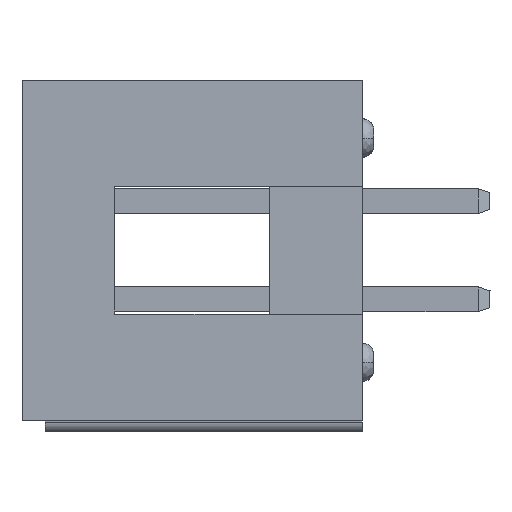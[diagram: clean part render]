
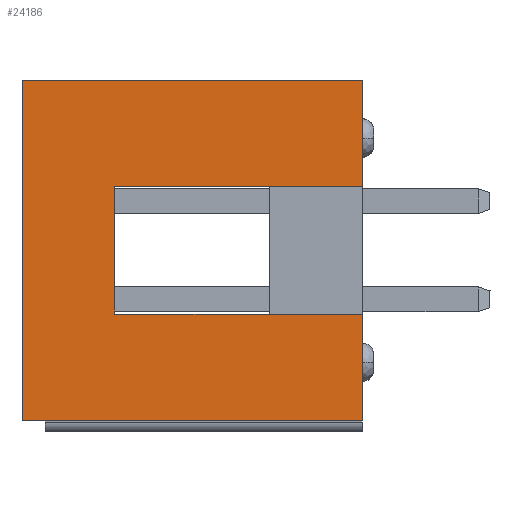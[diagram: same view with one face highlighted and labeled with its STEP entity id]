
A CAD part, left-side view. The second image highlights one B-rep face of the part: STEP entity #24186.
In plain terms, the highlighted planar face has unit normal (-1, 0, 0).
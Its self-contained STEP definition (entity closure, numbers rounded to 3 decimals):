
#769 = VERTEX_POINT ( 'NONE', #8272 ) ;
#783 = ORIENTED_EDGE ( 'NONE', *, *, #21439, .F. ) ;
#1244 = ORIENTED_EDGE ( 'NONE', *, *, #9219, .T. ) ;
#1781 = VERTEX_POINT ( 'NONE', #8534 ) ;
#1887 = EDGE_LOOP ( 'NONE', ( #6722, #12863, #2427, #10192, #15375, #783, #4208, #1244 ) ) ;
#1912 = CARTESIAN_POINT ( 'NONE',  ( -5.34, -5.98, 9.4 ) ) ;
#2427 = ORIENTED_EDGE ( 'NONE', *, *, #22849, .T. ) ;
#3398 = CARTESIAN_POINT ( 'NONE',  ( -5.34, 0.06, 9.4 ) ) ;
#4139 = LINE ( 'NONE', #8635, #19021 ) ;
#4208 = ORIENTED_EDGE ( 'NONE', *, *, #23687, .T. ) ;
#4766 = LINE ( 'NONE', #1912, #24234 ) ;
#5358 = VECTOR ( 'NONE', #5647, 1000. ) ;
#5647 = DIRECTION ( 'NONE',  ( 0., 0., 1. ) ) ;
#6010 = CARTESIAN_POINT ( 'NONE',  ( -5.34, 0.06, 3. ) ) ;
#6452 = VERTEX_POINT ( 'NONE', #3398 ) ;
#6515 = CARTESIAN_POINT ( 'NONE',  ( -5.34, -3.24, 3. ) ) ;
#6722 = ORIENTED_EDGE ( 'NONE', *, *, #14906, .T. ) ;
#7547 = DIRECTION ( 'NONE',  ( 0., 0., 1. ) ) ;
#8172 = CARTESIAN_POINT ( 'NONE',  ( -5.34, -1.58, 3. ) ) ;
#8272 = CARTESIAN_POINT ( 'NONE',  ( -5.34, -3.24, 9.4 ) ) ;
#8534 = CARTESIAN_POINT ( 'NONE',  ( -5.34, -5.99, 3. ) ) ;
#8635 = CARTESIAN_POINT ( 'NONE',  ( -5.34, -1.58, 3. ) ) ;
#8859 = LINE ( 'NONE', #17569, #18565 ) ;
#8880 = CARTESIAN_POINT ( 'NONE',  ( -5.34, -5.99, 3. ) ) ;
#9185 = EDGE_CURVE ( 'NONE', #14207, #15908, #20863, .T. ) ;
#9219 = EDGE_CURVE ( 'NONE', #6452, #769, #4766, .T. ) ;
#9267 = DIRECTION ( 'NONE',  ( 0., 1., 0. ) ) ;
#10001 = FACE_OUTER_BOUND ( 'NONE', #1887, .T. ) ;
#10192 = ORIENTED_EDGE ( 'NONE', *, *, #21194, .T. ) ;
#10865 = CARTESIAN_POINT ( 'NONE',  ( -5.34, 2.81, 11.8 ) ) ;
#11609 = CARTESIAN_POINT ( 'NONE',  ( -5.34, -5.98, 3. ) ) ;
#12464 = EDGE_CURVE ( 'NONE', #1781, #20353, #4139, .T. ) ;
#12863 = ORIENTED_EDGE ( 'NONE', *, *, #12464, .F. ) ;
#12927 = CARTESIAN_POINT ( 'NONE',  ( -5.34, 2.81, 3. ) ) ;
#13324 = CARTESIAN_POINT ( 'NONE',  ( -5.34, 0.06, 3. ) ) ;
#13558 = DIRECTION ( 'NONE',  ( 0., -1., 0. ) ) ;
#14207 = VERTEX_POINT ( 'NONE', #12927 ) ;
#14906 = EDGE_CURVE ( 'NONE', #769, #20353, #8859, .T. ) ;
#15315 = CARTESIAN_POINT ( 'NONE',  ( -5.34, 2.81, 3. ) ) ;
#15375 = ORIENTED_EDGE ( 'NONE', *, *, #9185, .F. ) ;
#15513 = DIRECTION ( 'NONE',  ( 0., 0., -1. ) ) ;
#15908 = VERTEX_POINT ( 'NONE', #10865 ) ;
#16095 = CARTESIAN_POINT ( 'NONE',  ( -5.34, -5.99, 11.8 ) ) ;
#17444 = DIRECTION ( 'NONE',  ( 0., -1., 0. ) ) ;
#17569 = CARTESIAN_POINT ( 'NONE',  ( -5.34, -3.24, 3. ) ) ;
#17625 = VECTOR ( 'NONE', #7547, 1000. ) ;
#17920 = VECTOR ( 'NONE', #9267, 1000. ) ;
#18242 = LINE ( 'NONE', #13324, #17625 ) ;
#18283 = LINE ( 'NONE', #8880, #22239 ) ;
#18410 = AXIS2_PLACEMENT_3D ( 'NONE', #11609, #25201, #13558 ) ;
#18565 = VECTOR ( 'NONE', #15513, 1000. ) ;
#18624 = DIRECTION ( 'NONE',  ( 0., 0., 1. ) ) ;
#18952 = CARTESIAN_POINT ( 'NONE',  ( -5.34, 2.82, 11.8 ) ) ;
#19021 = VECTOR ( 'NONE', #24179, 1000. ) ;
#20340 = LINE ( 'NONE', #8172, #24887 ) ;
#20353 = VERTEX_POINT ( 'NONE', #6515 ) ;
#20863 = LINE ( 'NONE', #15315, #5358 ) ;
#21194 = EDGE_CURVE ( 'NONE', #22670, #15908, #22473, .T. ) ;
#21439 = EDGE_CURVE ( 'NONE', #24269, #14207, #20340, .T. ) ;
#22239 = VECTOR ( 'NONE', #18624, 1000. ) ;
#22473 = LINE ( 'NONE', #18952, #17920 ) ;
#22670 = VERTEX_POINT ( 'NONE', #16095 ) ;
#22849 = EDGE_CURVE ( 'NONE', #1781, #22670, #18283, .T. ) ;
#23244 = PLANE ( 'NONE',  #18410 ) ;
#23687 = EDGE_CURVE ( 'NONE', #24269, #6452, #18242, .T. ) ;
#23722 = DIRECTION ( 'NONE',  ( 0., 1., 0. ) ) ;
#24179 = DIRECTION ( 'NONE',  ( 0., 1., 0. ) ) ;
#24186 = ADVANCED_FACE ( 'NONE', ( #10001 ), #23244, .T. ) ;
#24234 = VECTOR ( 'NONE', #17444, 1000. ) ;
#24269 = VERTEX_POINT ( 'NONE', #6010 ) ;
#24887 = VECTOR ( 'NONE', #23722, 1000. ) ;
#25201 = DIRECTION ( 'NONE',  ( -1., 0., 0. ) ) ;
